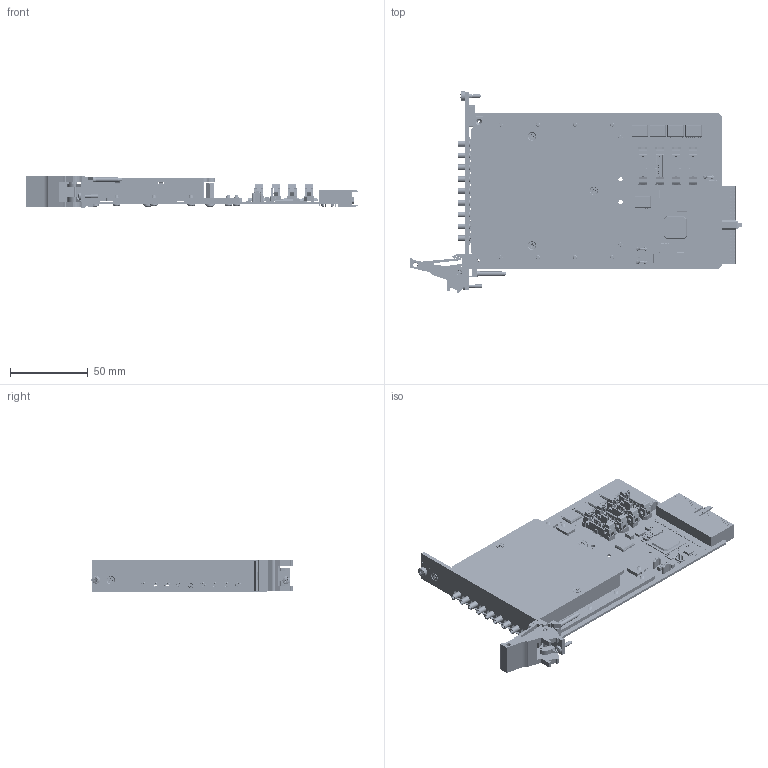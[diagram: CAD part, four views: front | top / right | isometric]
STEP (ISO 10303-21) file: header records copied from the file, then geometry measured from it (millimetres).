
FILE_DESCRIPTION (( 'STEP AP214' ), '1' );
FILE_NAME ('40-834-001 RF 8;1 9 x SMB Mother and Daughter.STEP', '2013-09-11T10:25:36', ( 'admin' ), ( '' ), 'SwSTEP 2.0', 'SolidWorks 2012', '' );
FILE_SCHEMA (( 'AUTOMOTIVE_DESIGN' ));
Length unit declared in the file: millimetre
Products named in the file (1): 40-834-001 RF 8;1 9 x SMB Mother and Daughter
Bounding box: 214.01 x 129.67 x 20 mm (x, y, z)
Surface area: 84663.7 mm2 (no closed solid volume)
Topology: 0 solids, 701 shells, 4136 faces, 18640 edges, 14505 vertices
Faces by surface type: plane 3170, cylinder 735, cone 128, torus 61, bspline 36, sphere 6
Full cylindrical faces by diameter (mm): 0.2 x1, 0.38 x3, 0.6 x110, 0.762 x57, 0.8 x4, 1 x2, 1.496 x2, 1.524 x8, 2 x5, 2.05 x1, 2.08 x9, 2.45 x6, 2.5 x3, 2.6 x1, 2.7 x4, 2.8 x1, 3 x3, 3.21 x9, 3.65 x8, 3.665 x1, 3.71 x18, 4.7 x4, 4.85 x13, 5 x3, 5.3 x1, 5.9 x1, 6 x1, 6.8 x3, 7 x9, 7.1 x9
Entity records: 239548 total; most frequent: CARTESIAN_POINT 49665, DIRECTION 28520, ORIENTED_EDGE 24371, EDGE_CURVE 18043, VERTEX_POINT 14366, VECTOR 13988, LINE 13988, AXIS2_PLACEMENT_3D 7266
